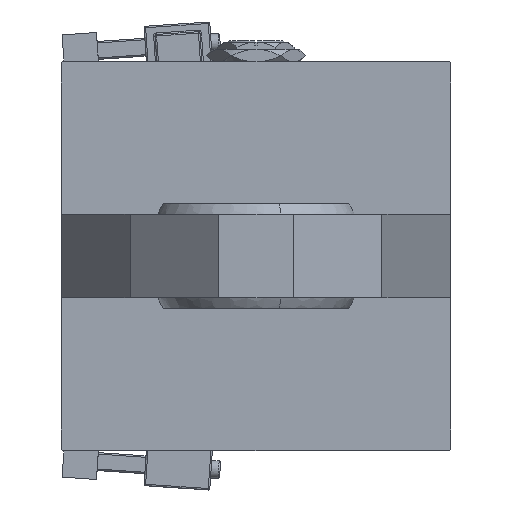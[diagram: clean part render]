
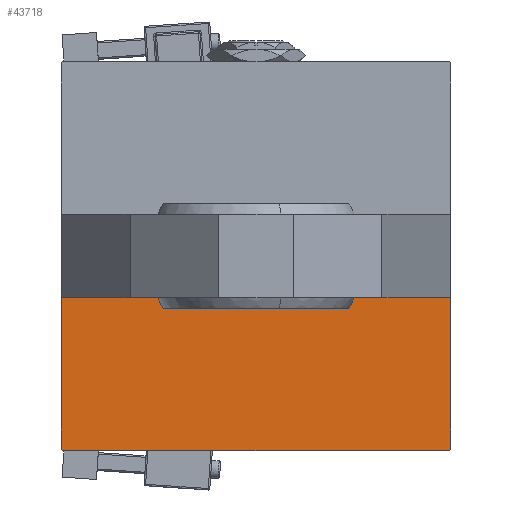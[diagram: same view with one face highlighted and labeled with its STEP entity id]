
A CAD part, left-side view. The second image highlights one B-rep face of the part: STEP entity #43718.
In plain terms, the highlighted planar face has unit normal (-1, 0, 0).
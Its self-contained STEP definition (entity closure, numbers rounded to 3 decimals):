
#1357 = EDGE_LOOP ( 'NONE', ( #4450, #44111, #19740, #26639, #50595, #36727 ) ) ;
#1900 = VECTOR ( 'NONE', #4635, 1000. ) ;
#2406 = EDGE_CURVE ( 'NONE', #43380, #22657, #34401, .T. ) ;
#2559 = DIRECTION ( 'NONE',  ( 0., -1., 0. ) ) ;
#4165 = CARTESIAN_POINT ( 'NONE',  ( 0., -14., -65. ) ) ;
#4450 = ORIENTED_EDGE ( 'NONE', *, *, #33635, .F. ) ;
#4635 = DIRECTION ( 'NONE',  ( 0., -0.707, 0.707 ) ) ;
#4729 = CARTESIAN_POINT ( 'NONE',  ( 0., -14., 65. ) ) ;
#4923 = LINE ( 'NONE', #18346, #1900 ) ;
#5473 = DIRECTION ( 'NONE',  ( 0., 0., 1. ) ) ;
#5747 = FACE_OUTER_BOUND ( 'NONE', #1357, .T. ) ;
#5803 = VERTEX_POINT ( 'NONE', #18363 ) ;
#7027 = VECTOR ( 'NONE', #23770, 1000. ) ;
#7432 = CARTESIAN_POINT ( 'NONE',  ( 0., -65., 64.5 ) ) ;
#7668 = LINE ( 'NONE', #41222, #44439 ) ;
#9682 = CARTESIAN_POINT ( 'NONE',  ( 0., 0., 0. ) ) ;
#9957 = LINE ( 'NONE', #44082, #11601 ) ;
#11282 = EDGE_CURVE ( 'NONE', #14157, #51329, #7668, .T. ) ;
#11601 = VECTOR ( 'NONE', #44355, 1000. ) ;
#13153 = CARTESIAN_POINT ( 'NONE',  ( 0., 65., -65. ) ) ;
#14157 = VERTEX_POINT ( 'NONE', #7432 ) ;
#14902 = CARTESIAN_POINT ( 'NONE',  ( 0., 65., 65. ) ) ;
#17679 = VECTOR ( 'NONE', #2559, 1000. ) ;
#18346 = CARTESIAN_POINT ( 'NONE',  ( 0., -64.75, -64.75 ) ) ;
#18363 = CARTESIAN_POINT ( 'NONE',  ( 0., -64.5, 65. ) ) ;
#19304 = CARTESIAN_POINT ( 'NONE',  ( 0., -14., 65. ) ) ;
#19579 = LINE ( 'NONE', #19304, #7027 ) ;
#19740 = ORIENTED_EDGE ( 'NONE', *, *, #2406, .T. ) ;
#21692 = VERTEX_POINT ( 'NONE', #4729 ) ;
#22657 = VERTEX_POINT ( 'NONE', #22659 ) ;
#22659 = CARTESIAN_POINT ( 'NONE',  ( 0., -64.5, -65. ) ) ;
#23770 = DIRECTION ( 'NONE',  ( 0., 0., -1. ) ) ;
#26639 = ORIENTED_EDGE ( 'NONE', *, *, #48173, .T. ) ;
#29832 = VECTOR ( 'NONE', #30479, 1000. ) ;
#30479 = DIRECTION ( 'NONE',  ( 0., -1., 0. ) ) ;
#32029 = PLANE ( 'NONE',  #41087 ) ;
#33635 = EDGE_CURVE ( 'NONE', #21692, #5803, #40339, .T. ) ;
#34401 = LINE ( 'NONE', #13153, #29832 ) ;
#36727 = ORIENTED_EDGE ( 'NONE', *, *, #37591, .T. ) ;
#37591 = EDGE_CURVE ( 'NONE', #14157, #5803, #9957, .T. ) ;
#40154 = DIRECTION ( 'NONE',  ( -1., 0., 0. ) ) ;
#40339 = LINE ( 'NONE', #14902, #17679 ) ;
#41087 = AXIS2_PLACEMENT_3D ( 'NONE', #9682, #40154, #5473 ) ;
#41222 = CARTESIAN_POINT ( 'NONE',  ( 0., -65., 65. ) ) ;
#42150 = EDGE_CURVE ( 'NONE', #21692, #43380, #19579, .T. ) ;
#43380 = VERTEX_POINT ( 'NONE', #4165 ) ;
#43718 = ADVANCED_FACE ( 'NONE', ( #5747 ), #32029, .T. ) ;
#44082 = CARTESIAN_POINT ( 'NONE',  ( 0., -64.75, 64.75 ) ) ;
#44111 = ORIENTED_EDGE ( 'NONE', *, *, #42150, .T. ) ;
#44355 = DIRECTION ( 'NONE',  ( 0., 0.707, 0.707 ) ) ;
#44439 = VECTOR ( 'NONE', #46285, 1000. ) ;
#46285 = DIRECTION ( 'NONE',  ( 0., 0., -1. ) ) ;
#48173 = EDGE_CURVE ( 'NONE', #22657, #51329, #4923, .T. ) ;
#50595 = ORIENTED_EDGE ( 'NONE', *, *, #11282, .F. ) ;
#51329 = VERTEX_POINT ( 'NONE', #51596 ) ;
#51596 = CARTESIAN_POINT ( 'NONE',  ( 0., -65., -64.5 ) ) ;
